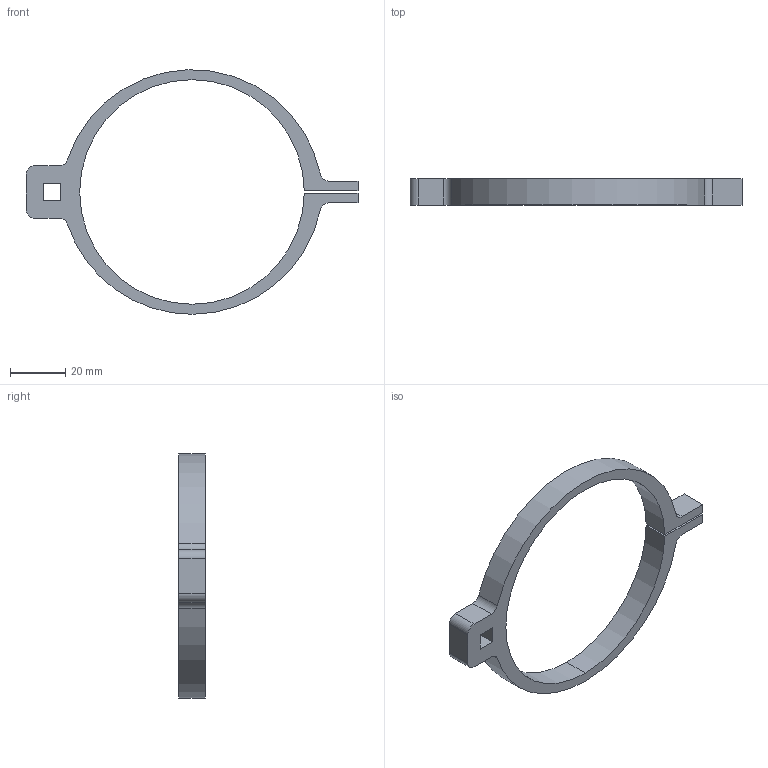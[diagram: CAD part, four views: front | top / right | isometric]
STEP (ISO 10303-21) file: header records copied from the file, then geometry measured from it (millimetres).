
FILE_DESCRIPTION (( 'STEP AP214' ), '1' );
FILE_NAME ('P-202xxx-19_TorqueTool.STEP', '2024-03-07T19:52:11', ( '' ), ( '' ), 'SwSTEP 2.0', 'SolidWorks 2023', '' );
FILE_SCHEMA (( 'AUTOMOTIVE_DESIGN' ));
Length unit declared in the file: inch
Products named in the file (1): P-202xxx-19_TorqueTool
Bounding box: 120.65 x 9.53 x 88.88 mm (x, y, z)
Volume: 15191.2 mm3; surface area: 9428.5 mm2
Topology: 1 solids, 1 shells, 27 faces, 75 edges, 50 vertices
Faces by surface type: plane 15, cylinder 12
Entity records: 904 total; most frequent: DIRECTION 155, CARTESIAN_POINT 153, ORIENTED_EDGE 150, EDGE_CURVE 75, AXIS2_PLACEMENT_3D 52, LINE 51, VECTOR 51, VERTEX_POINT 50
